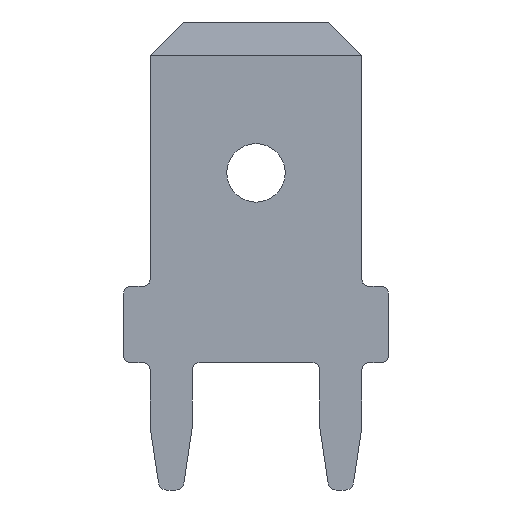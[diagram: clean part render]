
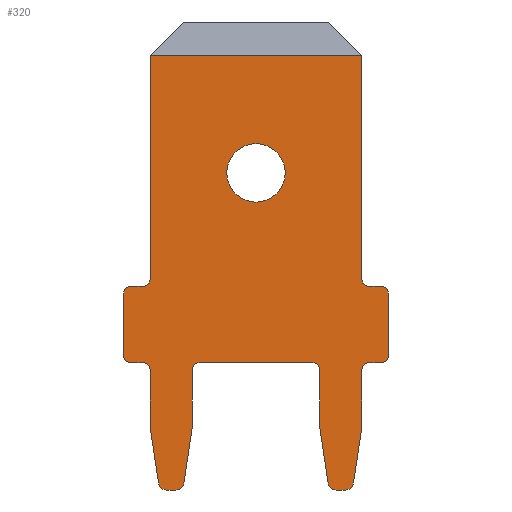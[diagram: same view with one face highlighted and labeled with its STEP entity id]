
A CAD part, front view. The second image highlights one B-rep face of the part: STEP entity #320.
In plain terms, the highlighted planar face has unit normal (0, -1, 0).
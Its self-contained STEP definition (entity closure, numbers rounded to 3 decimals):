
#16=CARTESIAN_POINT('',(3.175,-0.405,2.7));
#17=VERTEX_POINT('',#16);
#18=CARTESIAN_POINT('',(3.175,-0.405,9.42));
#19=VERTEX_POINT('',#18);
#20=CARTESIAN_POINT('',(3.175,-0.405,10.42));
#21=DIRECTION('',(0.0,-0.0,1.0));
#22=VECTOR('',#21,1.0);
#23=LINE('',#20,#22);
#24=EDGE_CURVE('n� 100',#17,#19,#23,.T.);
#25=ORIENTED_EDGE('',*,*,#24,.T.);
#26=CARTESIAN_POINT('',(-3.175,-0.405,9.42));
#27=VERTEX_POINT('',#26);
#28=CARTESIAN_POINT('',(-3.375,-0.405,9.42));
#29=DIRECTION('',(-1.0,0.0,-0.0));
#30=VECTOR('',#29,1.0);
#31=LINE('',#28,#30);
#32=EDGE_CURVE('n� 929',#19,#27,#31,.T.);
#33=ORIENTED_EDGE('',*,*,#32,.T.);
#34=CARTESIAN_POINT('',(-3.175,-0.405,2.7));
#35=VERTEX_POINT('',#34);
#36=CARTESIAN_POINT('',(-3.175,-0.405,10.42));
#37=DIRECTION('',(0.0,0.0,-1.0));
#38=VECTOR('',#37,1.0);
#39=LINE('',#36,#38);
#40=EDGE_CURVE('n� 924',#27,#35,#39,.T.);
#41=ORIENTED_EDGE('',*,*,#40,.T.);
#42=CARTESIAN_POINT('',(-3.375,-0.405,2.5));
#43=VERTEX_POINT('',#42);
#44=CARTESIAN_POINT('',(-3.375,-0.405,2.7));
#45=DIRECTION('',(-0.0,1.0,0.0));
#46=DIRECTION('',(-1.0,-0.0,0.0));
#47=AXIS2_PLACEMENT_3D('',#44,#45,#46);
#48=CIRCLE('',#47,0.2);
#49=EDGE_CURVE('n� 7',#35,#43,#48,.T.);
#50=ORIENTED_EDGE('',*,*,#49,.T.);
#51=CARTESIAN_POINT('',(-3.76,-0.405,2.5));
#52=VERTEX_POINT('',#51);
#53=CARTESIAN_POINT('',(-3.375,-0.405,2.5));
#54=DIRECTION('',(-1.0,0.0,0.0));
#55=VECTOR('',#54,1.0);
#56=LINE('',#53,#55);
#57=EDGE_CURVE('n� 10',#43,#52,#56,.T.);
#58=ORIENTED_EDGE('',*,*,#57,.T.);
#59=CARTESIAN_POINT('',(-3.96,-0.405,2.3));
#60=VERTEX_POINT('',#59);
#61=CARTESIAN_POINT('',(-3.76,-0.405,2.3));
#62=DIRECTION('',(0.0,-1.0,-0.0));
#63=DIRECTION('',(1.0,0.0,0.0));
#64=AXIS2_PLACEMENT_3D('',#61,#62,#63);
#65=CIRCLE('',#64,0.2);
#66=EDGE_CURVE('n� 13',#52,#60,#65,.T.);
#67=ORIENTED_EDGE('',*,*,#66,.T.);
#68=CARTESIAN_POINT('',(-3.96,-0.405,0.41));
#69=VERTEX_POINT('',#68);
#70=CARTESIAN_POINT('',(-3.96,-0.405,2.3));
#71=DIRECTION('',(-0.0,0.0,-1.0));
#72=VECTOR('',#71,1.0);
#73=LINE('',#70,#72);
#74=EDGE_CURVE('n� 16',#60,#69,#73,.T.);
#75=ORIENTED_EDGE('',*,*,#74,.T.);
#76=CARTESIAN_POINT('',(-3.76,-0.405,0.21));
#77=VERTEX_POINT('',#76);
#78=CARTESIAN_POINT('',(-3.76,-0.405,0.41));
#79=DIRECTION('',(0.0,-1.0,-0.0));
#80=DIRECTION('',(-1.0,-0.0,0.0));
#81=AXIS2_PLACEMENT_3D('',#78,#79,#80);
#82=CIRCLE('',#81,0.2);
#83=EDGE_CURVE('n� 19',#69,#77,#82,.T.);
#84=ORIENTED_EDGE('',*,*,#83,.T.);
#85=CARTESIAN_POINT('',(-3.375,-0.405,0.21));
#86=VERTEX_POINT('',#85);
#87=CARTESIAN_POINT('',(-3.76,-0.405,0.21));
#88=DIRECTION('',(1.0,0.0,0.0));
#89=VECTOR('',#88,1.0);
#90=LINE('',#87,#89);
#91=EDGE_CURVE('n� 22',#77,#86,#90,.T.);
#92=ORIENTED_EDGE('',*,*,#91,.T.);
#93=CARTESIAN_POINT('',(-3.175,-0.405,0.01));
#94=VERTEX_POINT('',#93);
#95=CARTESIAN_POINT('',(-3.375,-0.405,0.01));
#96=DIRECTION('',(-0.0,1.0,0.0));
#97=DIRECTION('',(1.0,0.0,0.0));
#98=AXIS2_PLACEMENT_3D('',#95,#96,#97);
#99=CIRCLE('',#98,0.2);
#100=EDGE_CURVE('n� 25',#86,#94,#99,.T.);
#101=ORIENTED_EDGE('',*,*,#100,.T.);
#102=CARTESIAN_POINT('',(-3.175,-0.405,-1.695));
#103=VERTEX_POINT('',#102);
#104=CARTESIAN_POINT('',(-3.175,-0.405,0.01));
#105=DIRECTION('',(0.0,0.0,-1.0));
#106=VECTOR('',#105,1.0);
#107=LINE('',#104,#106);
#108=EDGE_CURVE('n� 28',#94,#103,#107,.T.);
#109=ORIENTED_EDGE('',*,*,#108,.T.);
#110=CARTESIAN_POINT('',(-2.922,-0.405,-3.387));
#111=VERTEX_POINT('',#110);
#112=CARTESIAN_POINT('',(-3.175,-0.405,-1.695));
#113=DIRECTION('',(0.148,0.0,-0.989));
#114=VECTOR('',#113,1.0);
#115=LINE('',#112,#114);
#116=EDGE_CURVE('n� 31',#103,#111,#115,.T.);
#117=ORIENTED_EDGE('',*,*,#116,.T.);
#118=CARTESIAN_POINT('',(-2.675,-0.405,-3.6));
#119=VERTEX_POINT('',#118);
#120=CARTESIAN_POINT('',(-2.675,-0.405,-3.35));
#121=DIRECTION('',(0.0,-1.0,-0.0));
#122=DIRECTION('',(1.0,0.0,0.0));
#123=AXIS2_PLACEMENT_3D('',#120,#121,#122);
#124=CIRCLE('',#123,0.25);
#125=EDGE_CURVE('n� 34',#111,#119,#124,.T.);
#126=ORIENTED_EDGE('',*,*,#125,.T.);
#127=CARTESIAN_POINT('',(-2.405,-0.405,-3.6));
#128=VERTEX_POINT('',#127);
#129=CARTESIAN_POINT('',(-2.675,-0.405,-3.6));
#130=DIRECTION('',(1.0,0.0,0.0));
#131=VECTOR('',#130,1.0);
#132=LINE('',#129,#131);
#133=EDGE_CURVE('n� 37',#119,#128,#132,.T.);
#134=ORIENTED_EDGE('',*,*,#133,.T.);
#135=CARTESIAN_POINT('',(-2.158,-0.405,-3.387));
#136=VERTEX_POINT('',#135);
#137=CARTESIAN_POINT('',(-2.405,-0.405,-3.35));
#138=DIRECTION('',(0.0,-1.0,-0.0));
#139=DIRECTION('',(1.0,0.0,0.0));
#140=AXIS2_PLACEMENT_3D('',#137,#138,#139);
#141=CIRCLE('',#140,0.25);
#142=EDGE_CURVE('n� 40',#128,#136,#141,.T.);
#143=ORIENTED_EDGE('',*,*,#142,.T.);
#144=CARTESIAN_POINT('',(-1.905,-0.405,-1.695));
#145=VERTEX_POINT('',#144);
#146=CARTESIAN_POINT('',(-1.905,-0.405,-1.695));
#147=DIRECTION('',(0.148,-0.0,0.989));
#148=VECTOR('',#147,1.0);
#149=LINE('',#146,#148);
#150=EDGE_CURVE('n� 43',#136,#145,#149,.T.);
#151=ORIENTED_EDGE('',*,*,#150,.T.);
#152=CARTESIAN_POINT('',(-1.905,-0.405,0.01));
#153=VERTEX_POINT('',#152);
#154=CARTESIAN_POINT('',(-1.905,-0.405,0.01));
#155=DIRECTION('',(0.0,-0.0,1.0));
#156=VECTOR('',#155,1.0);
#157=LINE('',#154,#156);
#158=EDGE_CURVE('n� 46',#145,#153,#157,.T.);
#159=ORIENTED_EDGE('',*,*,#158,.T.);
#160=CARTESIAN_POINT('',(-1.705,-0.405,0.21));
#161=VERTEX_POINT('',#160);
#162=CARTESIAN_POINT('',(-1.705,-0.405,0.01));
#163=DIRECTION('',(-0.0,1.0,0.0));
#164=DIRECTION('',(1.0,0.0,0.0));
#165=AXIS2_PLACEMENT_3D('',#162,#163,#164);
#166=CIRCLE('',#165,0.2);
#167=EDGE_CURVE('n� 49',#153,#161,#166,.T.);
#168=ORIENTED_EDGE('',*,*,#167,.T.);
#169=CARTESIAN_POINT('',(1.705,-0.405,0.21));
#170=VERTEX_POINT('',#169);
#171=CARTESIAN_POINT('',(-1.705,-0.405,0.21));
#172=DIRECTION('',(1.0,0.0,0.0));
#173=VECTOR('',#172,1.0);
#174=LINE('',#171,#173);
#175=EDGE_CURVE('n� 52',#161,#170,#174,.T.);
#176=ORIENTED_EDGE('',*,*,#175,.T.);
#177=CARTESIAN_POINT('',(1.905,-0.405,0.01));
#178=VERTEX_POINT('',#177);
#179=CARTESIAN_POINT('',(1.705,-0.405,0.01));
#180=DIRECTION('',(-0.0,1.0,0.0));
#181=DIRECTION('',(1.0,0.0,0.0));
#182=AXIS2_PLACEMENT_3D('',#179,#180,#181);
#183=CIRCLE('',#182,0.2);
#184=EDGE_CURVE('n� 55',#170,#178,#183,.T.);
#185=ORIENTED_EDGE('',*,*,#184,.T.);
#186=CARTESIAN_POINT('',(1.905,-0.405,-1.695));
#187=VERTEX_POINT('',#186);
#188=CARTESIAN_POINT('',(1.905,-0.405,0.01));
#189=DIRECTION('',(0.0,0.0,-1.0));
#190=VECTOR('',#189,1.0);
#191=LINE('',#188,#190);
#192=EDGE_CURVE('n� 58',#178,#187,#191,.T.);
#193=ORIENTED_EDGE('',*,*,#192,.T.);
#194=CARTESIAN_POINT('',(2.158,-0.405,-3.387));
#195=VERTEX_POINT('',#194);
#196=CARTESIAN_POINT('',(1.905,-0.405,-1.695));
#197=DIRECTION('',(0.148,0.0,-0.989));
#198=VECTOR('',#197,1.0);
#199=LINE('',#196,#198);
#200=EDGE_CURVE('n� 61',#187,#195,#199,.T.);
#201=ORIENTED_EDGE('',*,*,#200,.T.);
#202=CARTESIAN_POINT('',(2.405,-0.405,-3.6));
#203=VERTEX_POINT('',#202);
#204=CARTESIAN_POINT('',(2.405,-0.405,-3.35));
#205=DIRECTION('',(0.0,-1.0,-0.0));
#206=DIRECTION('',(-1.0,-0.0,0.0));
#207=AXIS2_PLACEMENT_3D('',#204,#205,#206);
#208=CIRCLE('',#207,0.25);
#209=EDGE_CURVE('n� 64',#195,#203,#208,.T.);
#210=ORIENTED_EDGE('',*,*,#209,.T.);
#211=CARTESIAN_POINT('',(2.675,-0.405,-3.6));
#212=VERTEX_POINT('',#211);
#213=CARTESIAN_POINT('',(2.675,-0.405,-3.6));
#214=DIRECTION('',(1.0,0.0,0.0));
#215=VECTOR('',#214,1.0);
#216=LINE('',#213,#215);
#217=EDGE_CURVE('n� 67',#203,#212,#216,.T.);
#218=ORIENTED_EDGE('',*,*,#217,.T.);
#219=CARTESIAN_POINT('',(2.922,-0.405,-3.387));
#220=VERTEX_POINT('',#219);
#221=CARTESIAN_POINT('',(2.675,-0.405,-3.35));
#222=DIRECTION('',(0.0,-1.0,-0.0));
#223=DIRECTION('',(-1.0,-0.0,0.0));
#224=AXIS2_PLACEMENT_3D('',#221,#222,#223);
#225=CIRCLE('',#224,0.25);
#226=EDGE_CURVE('n� 70',#212,#220,#225,.T.);
#227=ORIENTED_EDGE('',*,*,#226,.T.);
#228=CARTESIAN_POINT('',(3.175,-0.405,-1.695));
#229=VERTEX_POINT('',#228);
#230=CARTESIAN_POINT('',(3.175,-0.405,-1.695));
#231=DIRECTION('',(0.148,-0.0,0.989));
#232=VECTOR('',#231,1.0);
#233=LINE('',#230,#232);
#234=EDGE_CURVE('n� 73',#220,#229,#233,.T.);
#235=ORIENTED_EDGE('',*,*,#234,.T.);
#236=CARTESIAN_POINT('',(3.175,-0.405,0.01));
#237=VERTEX_POINT('',#236);
#238=CARTESIAN_POINT('',(3.175,-0.405,0.01));
#239=DIRECTION('',(0.0,-0.0,1.0));
#240=VECTOR('',#239,1.0);
#241=LINE('',#238,#240);
#242=EDGE_CURVE('n� 76',#229,#237,#241,.T.);
#243=ORIENTED_EDGE('',*,*,#242,.T.);
#244=CARTESIAN_POINT('',(3.375,-0.405,0.21));
#245=VERTEX_POINT('',#244);
#246=CARTESIAN_POINT('',(3.375,-0.405,0.01));
#247=DIRECTION('',(-0.0,1.0,0.0));
#248=DIRECTION('',(1.0,0.0,0.0));
#249=AXIS2_PLACEMENT_3D('',#246,#247,#248);
#250=CIRCLE('',#249,0.2);
#251=EDGE_CURVE('n� 79',#237,#245,#250,.T.);
#252=ORIENTED_EDGE('',*,*,#251,.T.);
#253=CARTESIAN_POINT('',(3.76,-0.405,0.21));
#254=VERTEX_POINT('',#253);
#255=CARTESIAN_POINT('',(3.76,-0.405,0.21));
#256=DIRECTION('',(1.0,0.0,0.0));
#257=VECTOR('',#256,1.0);
#258=LINE('',#255,#257);
#259=EDGE_CURVE('n� 82',#245,#254,#258,.T.);
#260=ORIENTED_EDGE('',*,*,#259,.T.);
#261=CARTESIAN_POINT('',(3.96,-0.405,0.41));
#262=VERTEX_POINT('',#261);
#263=CARTESIAN_POINT('',(3.76,-0.405,0.41));
#264=DIRECTION('',(0.0,-1.0,-0.0));
#265=DIRECTION('',(-1.0,-0.0,0.0));
#266=AXIS2_PLACEMENT_3D('',#263,#264,#265);
#267=CIRCLE('',#266,0.2);
#268=EDGE_CURVE('n� 85',#254,#262,#267,.T.);
#269=ORIENTED_EDGE('',*,*,#268,.T.);
#270=CARTESIAN_POINT('',(3.96,-0.405,2.3));
#271=VERTEX_POINT('',#270);
#272=CARTESIAN_POINT('',(3.96,-0.405,2.3));
#273=DIRECTION('',(-0.0,-0.0,1.0));
#274=VECTOR('',#273,1.0);
#275=LINE('',#272,#274);
#276=EDGE_CURVE('n� 88',#262,#271,#275,.T.);
#277=ORIENTED_EDGE('',*,*,#276,.T.);
#278=CARTESIAN_POINT('',(3.76,-0.405,2.5));
#279=VERTEX_POINT('',#278);
#280=CARTESIAN_POINT('',(3.76,-0.405,2.3));
#281=DIRECTION('',(0.0,-1.0,-0.0));
#282=DIRECTION('',(1.0,0.0,0.0));
#283=AXIS2_PLACEMENT_3D('',#280,#281,#282);
#284=CIRCLE('',#283,0.2);
#285=EDGE_CURVE('n� 91',#271,#279,#284,.T.);
#286=ORIENTED_EDGE('',*,*,#285,.T.);
#287=CARTESIAN_POINT('',(3.375,-0.405,2.5));
#288=VERTEX_POINT('',#287);
#289=CARTESIAN_POINT('',(3.375,-0.405,2.5));
#290=DIRECTION('',(-1.0,0.0,0.0));
#291=VECTOR('',#290,1.0);
#292=LINE('',#289,#291);
#293=EDGE_CURVE('n� 94',#279,#288,#292,.T.);
#294=ORIENTED_EDGE('',*,*,#293,.T.);
#295=CARTESIAN_POINT('',(3.375,-0.405,2.7));
#296=DIRECTION('',(-0.0,1.0,0.0));
#297=DIRECTION('',(-1.0,-0.0,0.0));
#298=AXIS2_PLACEMENT_3D('',#295,#296,#297);
#299=CIRCLE('',#298,0.2);
#300=EDGE_CURVE('n� 97',#288,#17,#299,.T.);
#301=ORIENTED_EDGE('',*,*,#300,.T.);
#302=EDGE_LOOP('',(
    #25,#33,#41,#50,#58,#67,#75,#84,#92,#101,
    #109,#117,#126,#134,#143,#151,#159,#168,#176,#185,
    #193,#201,#210,#218,#227,#235,#243,#252,#260,#269,
    #277,#286,#294,#301));
#303=FACE_OUTER_BOUND('',#302,.T.);
#304=CARTESIAN_POINT('',(0.875,-0.405,5.9));
#305=VERTEX_POINT('',#304);
#306=CARTESIAN_POINT('',(0.0,-0.405,5.9));
#307=DIRECTION('',(0.0,-1.0,-0.0));
#308=DIRECTION('',(1.0,0.0,0.0));
#309=AXIS2_PLACEMENT_3D('',#306,#307,#308);
#310=CIRCLE('',#309,0.875);
#311=EDGE_CURVE('n� 783',#305,#305,#310,.T.);
#312=ORIENTED_EDGE('',*,*,#311,.F.);
#313=EDGE_LOOP('',(#312));
#314=FACE_BOUND('',#313,.T.);
#315=CARTESIAN_POINT('',(-3.375,-0.405,2.7));
#316=DIRECTION('',(-0.0,1.0,0.0));
#317=DIRECTION('',(-1.0,-0.0,0.0));
#318=AXIS2_PLACEMENT_3D('',#315,#316,#317);
#319=PLANE('',#318);
#320=ADVANCED_FACE('n� 777',(#303,#314),#319,.F.);
